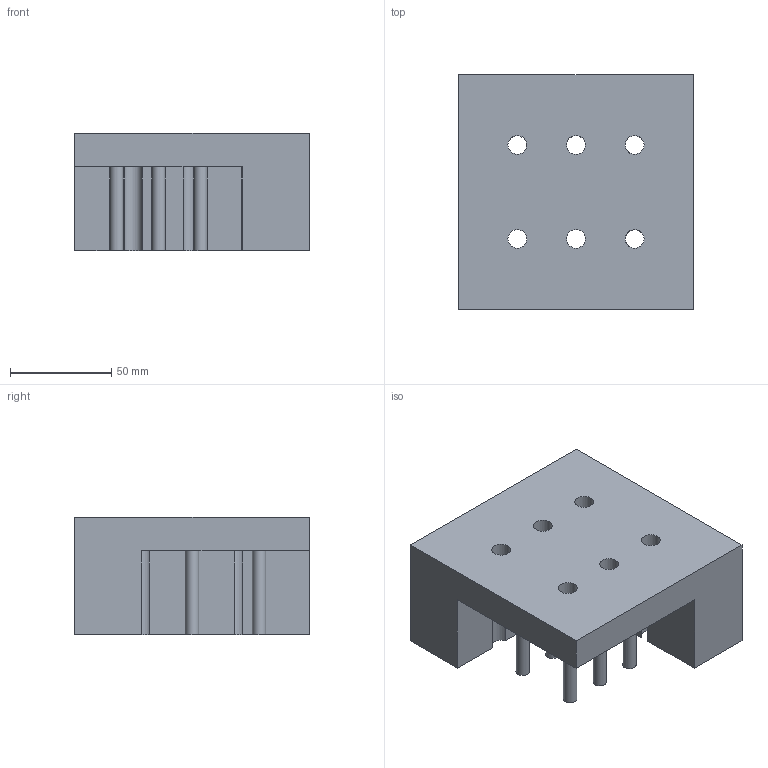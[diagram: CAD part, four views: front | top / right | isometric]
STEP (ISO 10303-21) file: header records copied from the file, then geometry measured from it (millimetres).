
FILE_DESCRIPTION(('Open CASCADE Model'),'2;1');
FILE_NAME('Open CASCADE Shape Model','2026-02-27T17:56:32',('Author'),( 'Open CASCADE'),'Open CASCADE STEP processor 7.9','Open CASCADE 7.9' ,'Unknown');
FILE_SCHEMA(('AUTOMOTIVE_DESIGN { 1 0 10303 214 1 1 1 1 }'));
Length unit declared in the file: millimetre
Products named in the file (1): Open CASCADE STEP translator 7.9 11
Bounding box: 116.02 x 116.02 x 58.01 mm (x, y, z)
Volume: 491556 mm3; surface area: 63095.1 mm2
Topology: 1 solids, 1 shells, 30 faces, 78 edges, 52 vertices
Faces by surface type: plane 18, cylinder 12
Full cylindrical faces by diameter (mm): 6.626 x6, 9.282 x6
Entity records: 1966 total; most frequent: CARTESIAN_POINT 333, DIRECTION 312, ORIENTED_EDGE 156, PCURVE 156, DEFINITIONAL_REPRESENTATION 156, LINE 154, VECTOR 154, EDGE_CURVE 78
